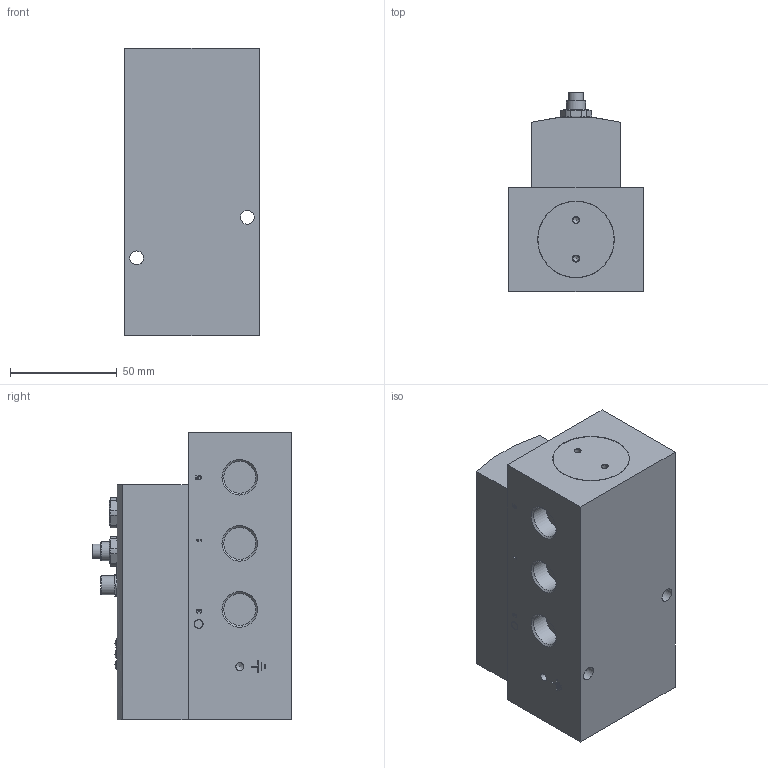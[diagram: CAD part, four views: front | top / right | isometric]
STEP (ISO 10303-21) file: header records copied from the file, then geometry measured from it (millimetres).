
FILE_DESCRIPTION(/* description */ ('STEP AP214'),/* implementation_level */ '2;1');
FILE_NAME(/* name */ '1552544_VPWP-10-L-5-Q-10-E-G-EX1',/* time_stamp */ '2024-09-17T04:16:54+02:00',/* author */ ('License CC BY-ND 4.0'),/* organization */ ('CADENAS'),/* preprocessor_version */ 'ST-DEVELOPER v19.3',/* originating_system */ 'PARTsolutions',/* authorisation */ ' ');
FILE_SCHEMA (('AUTOMOTIVE_DESIGN {1 0 10303 214 3 1 1}'));
Length unit declared in the file: millimetre
Products named in the file (1): 1552544 VPWP-10-L-5-Q-10-E-G-EX1
Bounding box: 63 x 93.3 x 135 mm (x, y, z)
Volume: 550712.2 mm3; surface area: 53539 mm2
Topology: 1 solids, 1 shells, 436 faces, 1123 edges, 741 vertices
Faces by surface type: plane 251, cylinder 135, cone 43, torus 4, sphere 3
Full cylindrical faces by diameter (mm): 0.6 x5, 0.9 x5, 1 x4, 2.9 x2, 3.242 x4, 3.7 x1, 3.9 x1, 5.15 x1, 6 x2, 6.5 x2, 6.8 x1, 6.917 x1, 8.459 x1, 9 x2, 14.95 x5, 35.8 x1
Entity records: 12804 total; most frequent: CARTESIAN_POINT 2432, DIRECTION 2126, ORIENTED_EDGE 2040, EDGE_CURVE 1020, AXIS2_PLACEMENT_3D 731, VERTEX_POINT 719, LINE 664, VECTOR 664
